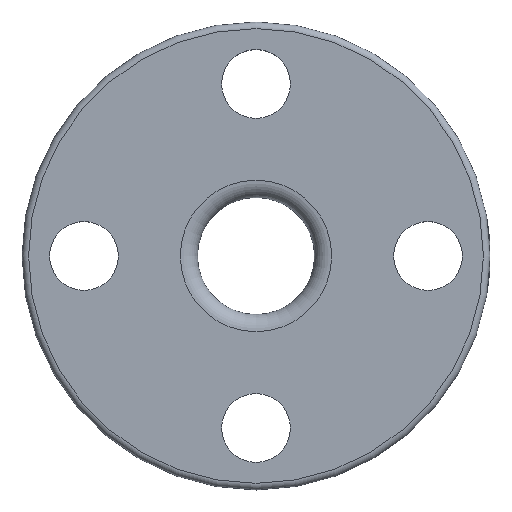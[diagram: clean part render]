
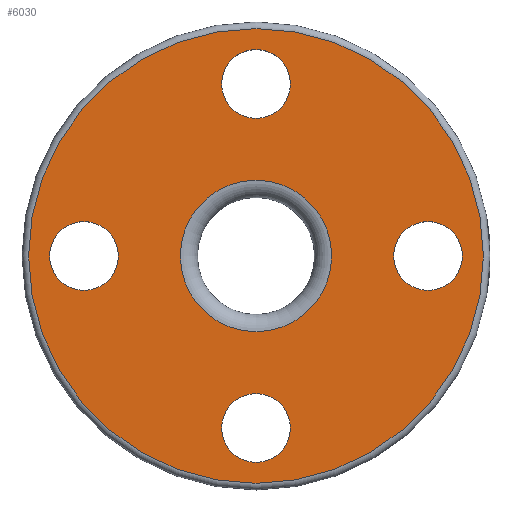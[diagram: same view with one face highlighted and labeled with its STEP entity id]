
A CAD part, top view. The second image highlights one B-rep face of the part: STEP entity #6030.
In plain terms, the highlighted planar face has unit normal (0, 0, 1).
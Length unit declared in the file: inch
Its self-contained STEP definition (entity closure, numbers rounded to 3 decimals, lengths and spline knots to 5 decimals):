
#66=FACE_BOUND('',#1071,.T.);
#67=FACE_BOUND('',#1072,.T.);
#68=FACE_BOUND('',#1073,.T.);
#69=FACE_BOUND('',#1074,.T.);
#70=FACE_BOUND('',#1075,.T.);
#71=FACE_BOUND('',#1076,.T.);
#373=PLANE('',#6331);
#1071=EDGE_LOOP('',(#5620));
#1072=EDGE_LOOP('',(#5621));
#1073=EDGE_LOOP('',(#5622));
#1074=EDGE_LOOP('',(#5623));
#1075=EDGE_LOOP('',(#5624));
#1076=EDGE_LOOP('',(#5625));
#1554=CIRCLE('',#6317,0.3125);
#1556=CIRCLE('',#6320,0.3125);
#1558=CIRCLE('',#6323,0.3125);
#1560=CIRCLE('',#6326,0.3125);
#1563=CIRCLE('',#6330,0.6875);
#1564=CIRCLE('',#6332,2.065);
#2957=VERTEX_POINT('',#13909);
#2959=VERTEX_POINT('',#13914);
#2961=VERTEX_POINT('',#13919);
#2963=VERTEX_POINT('',#13924);
#2966=VERTEX_POINT('',#13931);
#2967=VERTEX_POINT('',#13934);
#3848=EDGE_CURVE('',#2957,#2957,#1554,.T.);
#3850=EDGE_CURVE('',#2959,#2959,#1556,.T.);
#3852=EDGE_CURVE('',#2961,#2961,#1558,.T.);
#3854=EDGE_CURVE('',#2963,#2963,#1560,.T.);
#3857=EDGE_CURVE('',#2966,#2966,#1563,.T.);
#3858=EDGE_CURVE('',#2967,#2967,#1564,.T.);
#5620=ORIENTED_EDGE('',*,*,#3848,.T.);
#5621=ORIENTED_EDGE('',*,*,#3850,.T.);
#5622=ORIENTED_EDGE('',*,*,#3852,.T.);
#5623=ORIENTED_EDGE('',*,*,#3854,.T.);
#5624=ORIENTED_EDGE('',*,*,#3858,.F.);
#5625=ORIENTED_EDGE('',*,*,#3857,.F.);
#6030=ADVANCED_FACE('',(#66,#67,#68,#69,#70,#71),#373,.T.);
#6317=AXIS2_PLACEMENT_3D('',#13910,#7300,#7301);
#6320=AXIS2_PLACEMENT_3D('',#13915,#7306,#7307);
#6323=AXIS2_PLACEMENT_3D('',#13920,#7312,#7313);
#6326=AXIS2_PLACEMENT_3D('',#13925,#7318,#7319);
#6330=AXIS2_PLACEMENT_3D('',#13932,#7326,#7327);
#6331=AXIS2_PLACEMENT_3D('',#13933,#7328,#7329);
#6332=AXIS2_PLACEMENT_3D('',#13935,#7330,#7331);
#7300=DIRECTION('center_axis',(0.,0.,-1.));
#7301=DIRECTION('ref_axis',(0.,1.,0.));
#7306=DIRECTION('center_axis',(0.,0.,-1.));
#7307=DIRECTION('ref_axis',(1.,0.,0.));
#7312=DIRECTION('center_axis',(0.,0.,-1.));
#7313=DIRECTION('ref_axis',(0.,-1.,0.));
#7318=DIRECTION('center_axis',(0.,0.,-1.));
#7319=DIRECTION('ref_axis',(-1.,0.,0.));
#7326=DIRECTION('center_axis',(0.,0.,1.));
#7327=DIRECTION('ref_axis',(-1.,0.,0.));
#7328=DIRECTION('center_axis',(0.,0.,1.));
#7329=DIRECTION('ref_axis',(1.,0.,0.));
#7330=DIRECTION('center_axis',(0.,0.,-1.));
#7331=DIRECTION('ref_axis',(-1.,0.,0.));
#13909=CARTESIAN_POINT('',(1.5625,-0.3125,0.375));
#13910=CARTESIAN_POINT('Origin',(1.5625,0.,0.375));
#13914=CARTESIAN_POINT('',(-0.3125,-1.5625,0.375));
#13915=CARTESIAN_POINT('Origin',(0.,-1.5625,0.375));
#13919=CARTESIAN_POINT('',(-1.5625,0.3125,0.375));
#13920=CARTESIAN_POINT('Origin',(-1.5625,0.,0.375));
#13924=CARTESIAN_POINT('',(0.3125,1.5625,0.375));
#13925=CARTESIAN_POINT('Origin',(0.,1.5625,0.375));
#13931=CARTESIAN_POINT('',(0.6875,0.,0.375));
#13932=CARTESIAN_POINT('Origin',(0.,0.,0.375));
#13933=CARTESIAN_POINT('Origin',(0.,0.,
0.375));
#13934=CARTESIAN_POINT('',(2.065,0.,0.375));
#13935=CARTESIAN_POINT('Origin',(0.,0.,0.375));
